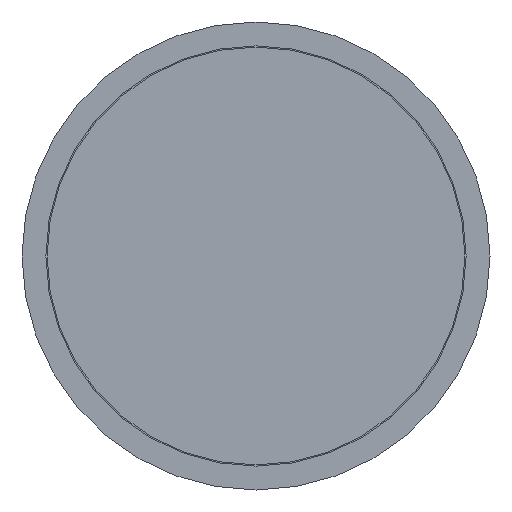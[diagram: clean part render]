
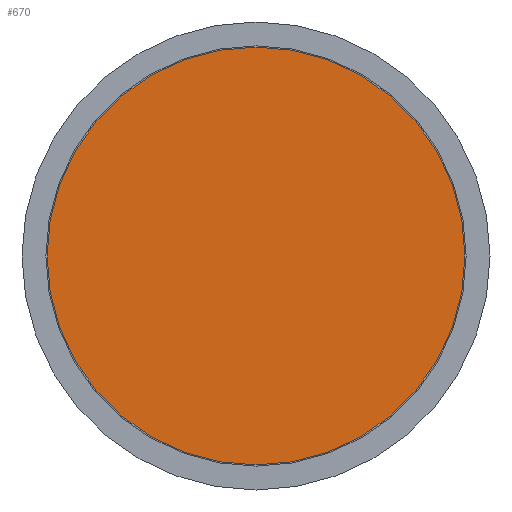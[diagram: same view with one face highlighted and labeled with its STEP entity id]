
A CAD part, front view. The second image highlights one B-rep face of the part: STEP entity #670.
In plain terms, the highlighted planar face has unit normal (0, -1, 0).
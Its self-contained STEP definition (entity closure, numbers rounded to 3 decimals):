
#123 = DIRECTION ( 'NONE',  ( 0., 1., 0. ) ) ;
#167 = EDGE_LOOP ( 'NONE', ( #749 ) ) ;
#245 = AXIS2_PLACEMENT_3D ( 'NONE', #979, #123, #437 ) ;
#263 = DIRECTION ( 'NONE',  ( 0., -1., 0. ) ) ;
#437 = DIRECTION ( 'NONE',  ( 0., 0., 1. ) ) ;
#546 = EDGE_CURVE ( 'NONE', #905, #905, #918, .T. ) ;
#566 = DIRECTION ( 'NONE',  ( 0., 0., -1. ) ) ;
#670 = ADVANCED_FACE ( 'NONE', ( #809 ), #964, .F. ) ;
#692 = CARTESIAN_POINT ( 'NONE',  ( 0., 0., -43.75 ) ) ;
#710 = CARTESIAN_POINT ( 'NONE',  ( 0., 0., 0. ) ) ;
#749 = ORIENTED_EDGE ( 'NONE', *, *, #546, .T. ) ;
#770 = AXIS2_PLACEMENT_3D ( 'NONE', #710, #263, #566 ) ;
#809 = FACE_OUTER_BOUND ( 'NONE', #167, .T. ) ;
#905 = VERTEX_POINT ( 'NONE', #692 ) ;
#918 = CIRCLE ( 'NONE', #770, 43.75 ) ;
#964 = PLANE ( 'NONE',  #245 ) ;
#979 = CARTESIAN_POINT ( 'NONE',  ( -43.75, 0., 0. ) ) ;
